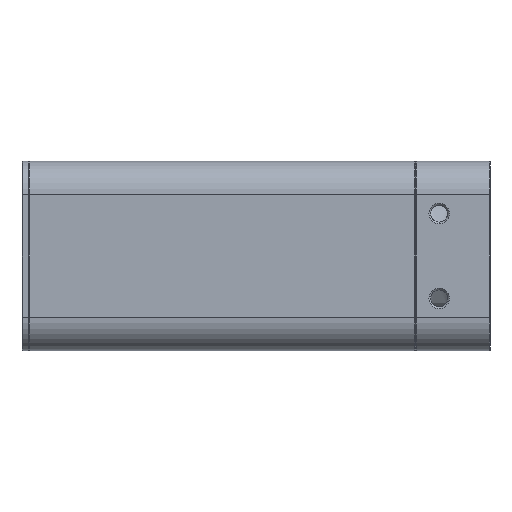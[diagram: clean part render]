
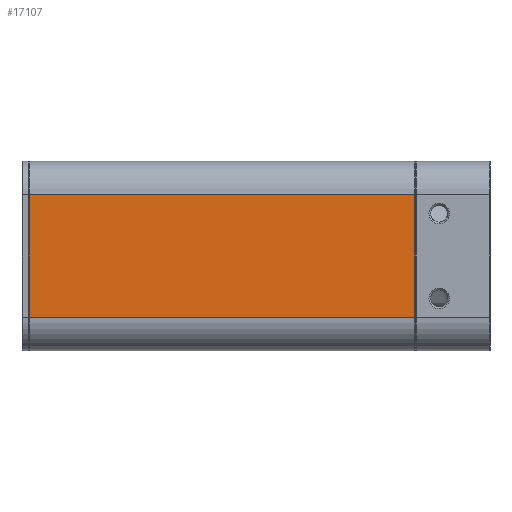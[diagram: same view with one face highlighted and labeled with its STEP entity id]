
A CAD part, left-side view. The second image highlights one B-rep face of the part: STEP entity #17107.
In plain terms, the highlighted planar face has unit normal (-1, 0, 0).
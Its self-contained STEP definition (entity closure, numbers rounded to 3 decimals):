
#120 = ORIENTED_EDGE ( 'NONE', *, *, #3156, .T. ) ;
#1735 = EDGE_CURVE ( 'NONE', #5559, #9635, #9948, .T. ) ;
#1834 = EDGE_CURVE ( 'NONE', #9635, #18179, #10380, .T. ) ;
#2155 = LINE ( 'NONE', #8831, #21664 ) ;
#2997 = VECTOR ( 'NONE', #11921, 1000. ) ;
#3073 = CARTESIAN_POINT ( 'NONE',  ( -45., 133.8, -18. ) ) ;
#3156 = EDGE_CURVE ( 'NONE', #18179, #5986, #2155, .T. ) ;
#5559 = VERTEX_POINT ( 'NONE', #17013 ) ;
#5986 = VERTEX_POINT ( 'NONE', #13759 ) ;
#6559 = DIRECTION ( 'NONE',  ( 0., -1., 0. ) ) ;
#7218 = DIRECTION ( 'NONE',  ( 0., 0., 1. ) ) ;
#7334 = FACE_OUTER_BOUND ( 'NONE', #19901, .T. ) ;
#7979 = ORIENTED_EDGE ( 'NONE', *, *, #1834, .T. ) ;
#8216 = AXIS2_PLACEMENT_3D ( 'NONE', #20600, #17428, #10606 ) ;
#8689 = VECTOR ( 'NONE', #6559, 1000. ) ;
#8722 = CARTESIAN_POINT ( 'NONE',  ( -45., 97., -18. ) ) ;
#8831 = CARTESIAN_POINT ( 'NONE',  ( -45., 20.2, 18. ) ) ;
#9599 = ORIENTED_EDGE ( 'NONE', *, *, #1735, .T. ) ;
#9635 = VERTEX_POINT ( 'NONE', #3073 ) ;
#9948 = LINE ( 'NONE', #15218, #2997 ) ;
#10380 = LINE ( 'NONE', #8722, #8689 ) ;
#10606 = DIRECTION ( 'NONE',  ( 0., 0., -1. ) ) ;
#11921 = DIRECTION ( 'NONE',  ( 0., 0., -1. ) ) ;
#12800 = DIRECTION ( 'NONE',  ( 0., -1., 0. ) ) ;
#13759 = CARTESIAN_POINT ( 'NONE',  ( -45., 20.2, 18. ) ) ;
#14666 = LINE ( 'NONE', #21253, #15566 ) ;
#15156 = CARTESIAN_POINT ( 'NONE',  ( -45., 20.2, -18. ) ) ;
#15218 = CARTESIAN_POINT ( 'NONE',  ( -45., 133.8, -18. ) ) ;
#15267 = PLANE ( 'NONE',  #8216 ) ;
#15566 = VECTOR ( 'NONE', #12800, 1000. ) ;
#17013 = CARTESIAN_POINT ( 'NONE',  ( -45., 133.8, 18. ) ) ;
#17107 = ADVANCED_FACE ( 'NONE', ( #7334 ), #15267, .F. ) ;
#17230 = EDGE_CURVE ( 'NONE', #5559, #5986, #14666, .T. ) ;
#17428 = DIRECTION ( 'NONE',  ( 1., 0., 0. ) ) ;
#18179 = VERTEX_POINT ( 'NONE', #15156 ) ;
#19860 = ORIENTED_EDGE ( 'NONE', *, *, #17230, .F. ) ;
#19901 = EDGE_LOOP ( 'NONE', ( #19860, #9599, #7979, #120 ) ) ;
#20600 = CARTESIAN_POINT ( 'NONE',  ( -45., 97., -18. ) ) ;
#21253 = CARTESIAN_POINT ( 'NONE',  ( -45., 97., 18. ) ) ;
#21664 = VECTOR ( 'NONE', #7218, 1000. ) ;
